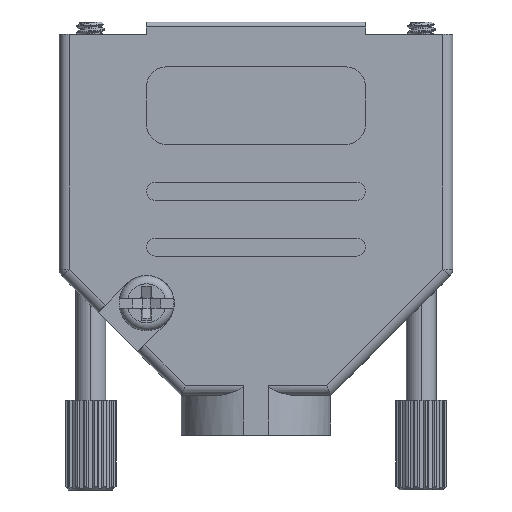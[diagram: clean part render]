
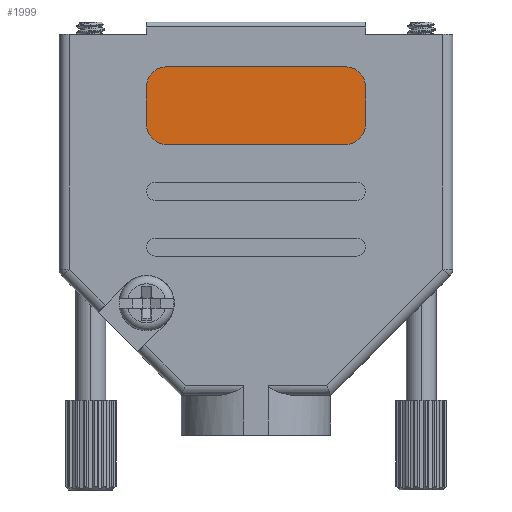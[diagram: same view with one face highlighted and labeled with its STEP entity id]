
A CAD part, front view. The second image highlights one B-rep face of the part: STEP entity #1999.
In plain terms, the highlighted planar face has unit normal (0, -1, 0).
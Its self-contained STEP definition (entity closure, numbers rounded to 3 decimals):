
#203 = LINE ( 'NONE', #1543, #8815 ) ;
#243 = DIRECTION ( 'NONE',  ( 0., 1., 0. ) ) ;
#420 = FACE_OUTER_BOUND ( 'NONE', #6546, .T. ) ;
#671 = CIRCLE ( 'NONE', #16328, 2. ) ;
#737 = ORIENTED_EDGE ( 'NONE', *, *, #5647, .T. ) ;
#1473 = EDGE_CURVE ( 'NONE', #11956, #12594, #9816, .T. ) ;
#1543 = CARTESIAN_POINT ( 'NONE',  ( -11., -7.1, -6.5 ) ) ;
#1809 = DIRECTION ( 'NONE',  ( 0., -1., 0. ) ) ;
#1999 = ADVANCED_FACE ( 'NONE', ( #420 ), #9759, .F. ) ;
#2045 = DIRECTION ( 'NONE',  ( -1., 0., 0. ) ) ;
#2227 = CARTESIAN_POINT ( 'NONE',  ( 9., -7.1, -4.5 ) ) ;
#3040 = VERTEX_POINT ( 'NONE', #13995 ) ;
#3347 = CARTESIAN_POINT ( 'NONE',  ( 9., -7.1, -10.3 ) ) ;
#3591 = CIRCLE ( 'NONE', #12020, 2. ) ;
#3657 = EDGE_CURVE ( 'NONE', #8854, #14304, #13729, .T. ) ;
#3786 = ORIENTED_EDGE ( 'NONE', *, *, #3657, .T. ) ;
#3822 = DIRECTION ( 'NONE',  ( 0., -1., 0. ) ) ;
#4610 = VECTOR ( 'NONE', #2045, 1000. ) ;
#4639 = EDGE_CURVE ( 'NONE', #14304, #15970, #13316, .T. ) ;
#4983 = DIRECTION ( 'NONE',  ( 0., -1., 0. ) ) ;
#5128 = CARTESIAN_POINT ( 'NONE',  ( 9., -7.1, -12.3 ) ) ;
#5443 = AXIS2_PLACEMENT_3D ( 'NONE', #9585, #5668, #12582 ) ;
#5643 = ORIENTED_EDGE ( 'NONE', *, *, #1473, .T. ) ;
#5647 = EDGE_CURVE ( 'NONE', #12594, #8050, #13584, .T. ) ;
#5668 = DIRECTION ( 'NONE',  ( 0., -1., 0. ) ) ;
#6042 = LINE ( 'NONE', #2227, #4610 ) ;
#6546 = EDGE_LOOP ( 'NONE', ( #14607, #8692, #8382, #10297, #5643, #737, #17821, #3786 ) ) ;
#6576 = EDGE_CURVE ( 'NONE', #15970, #11566, #6042, .T. ) ;
#6939 = DIRECTION ( 'NONE',  ( 0., 0., 1. ) ) ;
#7706 = CARTESIAN_POINT ( 'NONE',  ( -9., -7.1, -10.3 ) ) ;
#8027 = VECTOR ( 'NONE', #11944, 1000. ) ;
#8050 = VERTEX_POINT ( 'NONE', #8530 ) ;
#8382 = ORIENTED_EDGE ( 'NONE', *, *, #14972, .T. ) ;
#8418 = CARTESIAN_POINT ( 'NONE',  ( 11., -7.1, -10.3 ) ) ;
#8530 = CARTESIAN_POINT ( 'NONE',  ( 9., -7.1, -12.3 ) ) ;
#8532 = DIRECTION ( 'NONE',  ( 0., 0., 1. ) ) ;
#8692 = ORIENTED_EDGE ( 'NONE', *, *, #6576, .T. ) ;
#8815 = VECTOR ( 'NONE', #15551, 1000. ) ;
#8854 = VERTEX_POINT ( 'NONE', #8418 ) ;
#9585 = CARTESIAN_POINT ( 'NONE',  ( 9., -7.1, -6.5 ) ) ;
#9759 = PLANE ( 'NONE',  #15607 ) ;
#9816 = CIRCLE ( 'NONE', #12138, 2. ) ;
#10297 = ORIENTED_EDGE ( 'NONE', *, *, #11416, .T. ) ;
#10759 = CARTESIAN_POINT ( 'NONE',  ( -9., -7.1, -4.5 ) ) ;
#11416 = EDGE_CURVE ( 'NONE', #3040, #11956, #203, .T. ) ;
#11566 = VERTEX_POINT ( 'NONE', #10759 ) ;
#11944 = DIRECTION ( 'NONE',  ( 1., 0., 0. ) ) ;
#11956 = VERTEX_POINT ( 'NONE', #17139 ) ;
#12020 = AXIS2_PLACEMENT_3D ( 'NONE', #3347, #1809, #8532 ) ;
#12138 = AXIS2_PLACEMENT_3D ( 'NONE', #7706, #4983, #12987 ) ;
#12180 = DIRECTION ( 'NONE',  ( 0., 0., 1. ) ) ;
#12582 = DIRECTION ( 'NONE',  ( 0., 0., 1. ) ) ;
#12594 = VERTEX_POINT ( 'NONE', #17915 ) ;
#12987 = DIRECTION ( 'NONE',  ( 0., 0., 1. ) ) ;
#13316 = CIRCLE ( 'NONE', #5443, 2. ) ;
#13584 = LINE ( 'NONE', #5128, #8027 ) ;
#13729 = LINE ( 'NONE', #17826, #15897 ) ;
#13995 = CARTESIAN_POINT ( 'NONE',  ( -11., -7.1, -6.5 ) ) ;
#14144 = CARTESIAN_POINT ( 'NONE',  ( 11., -7.1, -6.5 ) ) ;
#14304 = VERTEX_POINT ( 'NONE', #14144 ) ;
#14607 = ORIENTED_EDGE ( 'NONE', *, *, #4639, .T. ) ;
#14972 = EDGE_CURVE ( 'NONE', #11566, #3040, #671, .T. ) ;
#15551 = DIRECTION ( 'NONE',  ( 0., 0., -1. ) ) ;
#15607 = AXIS2_PLACEMENT_3D ( 'NONE', #16592, #243, #6939 ) ;
#15897 = VECTOR ( 'NONE', #12180, 1000. ) ;
#15970 = VERTEX_POINT ( 'NONE', #16401 ) ;
#16123 = CARTESIAN_POINT ( 'NONE',  ( -9., -7.1, -6.5 ) ) ;
#16328 = AXIS2_PLACEMENT_3D ( 'NONE', #16123, #3822, #17397 ) ;
#16401 = CARTESIAN_POINT ( 'NONE',  ( 9., -7.1, -4.5 ) ) ;
#16592 = CARTESIAN_POINT ( 'NONE',  ( 9., -7.1, -6.5 ) ) ;
#16686 = EDGE_CURVE ( 'NONE', #8050, #8854, #3591, .T. ) ;
#17139 = CARTESIAN_POINT ( 'NONE',  ( -11., -7.1, -10.3 ) ) ;
#17397 = DIRECTION ( 'NONE',  ( 0., 0., 1. ) ) ;
#17821 = ORIENTED_EDGE ( 'NONE', *, *, #16686, .T. ) ;
#17826 = CARTESIAN_POINT ( 'NONE',  ( 11., -7.1, -6.5 ) ) ;
#17915 = CARTESIAN_POINT ( 'NONE',  ( -9., -7.1, -12.3 ) ) ;
